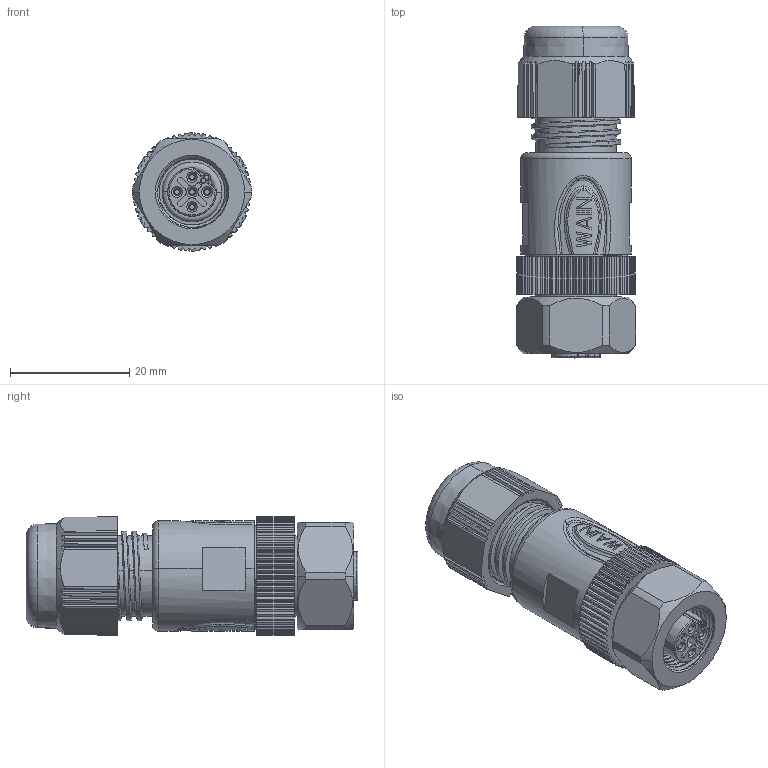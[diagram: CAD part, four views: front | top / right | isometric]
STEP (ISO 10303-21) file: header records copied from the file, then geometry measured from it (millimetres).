
FILE_DESCRIPTION((''),'2;1');
FILE_NAME('PRT0002','2021-01-05T',('zh.su'),(''),'PRO/ENGINEER BY PARAMETRIC TECHNOLOGY CORPORATION, 2012480','PRO/ENGINEER BY PARAMETRIC TECHNOLOGY CORPORATION, 2012480','');
FILE_SCHEMA(('CONFIG_CONTROL_DESIGN'));
Length unit declared in the file: millimetre
Products named in the file (1): PRT0002
Bounding box: 20 x 55.57 x 19.8 mm (x, y, z)
Volume: 13295.2 mm3; surface area: 6211.1 mm2
Topology: 1 solids, 1 shells, 753 faces, 2172 edges, 1456 vertices
Faces by surface type: plane 348, cylinder 220, cone 114, bspline 40, torus 27, extrusion 2, sphere 2
Entity records: 32740 total; most frequent: CARTESIAN_POINT 13390, ORIENTED_EDGE 4340, DIRECTION 3739, EDGE_CURVE 2170, VERTEX_POINT 1456, AXIS2_PLACEMENT_3D 1388, VECTOR 963, LINE 961
